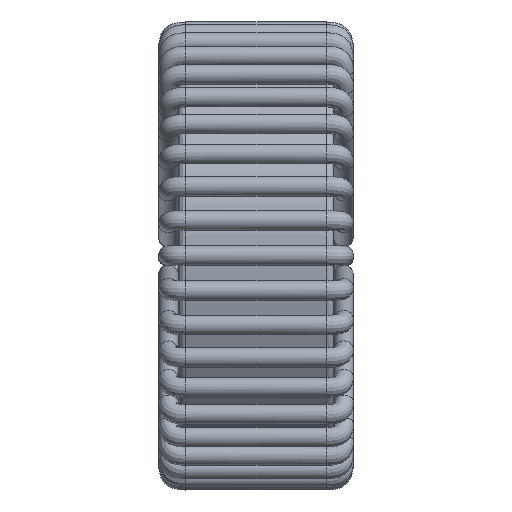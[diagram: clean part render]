
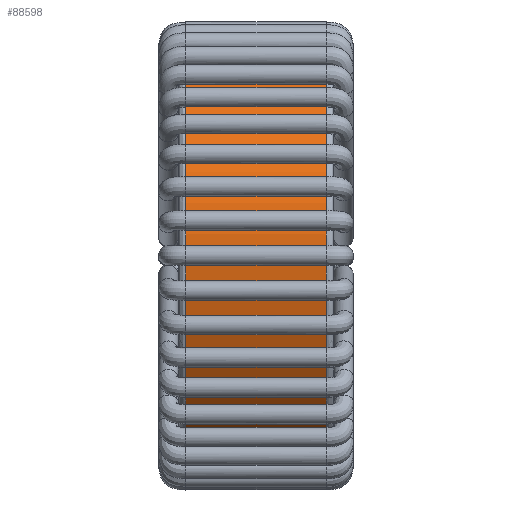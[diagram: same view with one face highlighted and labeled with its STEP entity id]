
A CAD part, top view. The second image highlights one B-rep face of the part: STEP entity #88598.
In plain terms, the highlighted free-form (B-spline) face has degree [2, 1] with [7, 2] control points.
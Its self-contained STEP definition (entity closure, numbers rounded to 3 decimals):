
#88365=CARTESIAN_POINT('',(-2.875,0.,-8.75));
#88366=VERTEX_POINT('',#88365);
#88373=CARTESIAN_POINT('',(-2.875,0.,-8.75));
#88374=CARTESIAN_POINT('',(-2.875,-8.75,-8.75));
#88375=CARTESIAN_POINT('',(-2.875,-8.75,0.));
#88376=CARTESIAN_POINT('',(-2.875,-8.75,8.75));
#88377=CARTESIAN_POINT('',(-2.875,0.,8.75));
#88378=CARTESIAN_POINT('',(-2.875,8.75,8.75));
#88379=CARTESIAN_POINT('',(-2.875,8.75,0.));
#88380=CARTESIAN_POINT('',(-2.875,8.75,-8.75));
#88381=CARTESIAN_POINT('',(-2.875,0.,-8.75));
#88382=(BOUNDED_CURVE()B_SPLINE_CURVE(2,(#88373,#88374,#88375,#88376,#88377,#88378,#88379,#88380,#88381),.CIRCULAR_ARC.,.T.,.U.)B_SPLINE_CURVE_WITH_KNOTS((3,2,2,2,3),(0.,0.25,0.5,0.75,1.),.UNSPECIFIED.)CURVE()GEOMETRIC_REPRESENTATION_ITEM()RATIONAL_B_SPLINE_CURVE((1.,0.707,1.,0.707,1.,0.707,1.,0.707,1.))REPRESENTATION_ITEM(''));
#88383=EDGE_CURVE('',#88366,#88366,#88382,.T.);
#88420=CARTESIAN_POINT('',(2.875,0.,-8.75));
#88421=VERTEX_POINT('',#88420);
#88428=CARTESIAN_POINT('',(2.875,0.,-8.75));
#88429=CARTESIAN_POINT('',(2.875,-8.75,-8.75));
#88430=CARTESIAN_POINT('',(2.875,-8.75,0.));
#88431=CARTESIAN_POINT('',(2.875,-8.75,8.75));
#88432=CARTESIAN_POINT('',(2.875,0.,8.75));
#88433=CARTESIAN_POINT('',(2.875,8.75,8.75));
#88434=CARTESIAN_POINT('',(2.875,8.75,0.));
#88435=CARTESIAN_POINT('',(2.875,8.75,-8.75));
#88436=CARTESIAN_POINT('',(2.875,0.,-8.75));
#88437=(BOUNDED_CURVE()B_SPLINE_CURVE(2,(#88428,#88429,#88430,#88431,#88432,#88433,#88434,#88435,#88436),.CIRCULAR_ARC.,.T.,.U.)B_SPLINE_CURVE_WITH_KNOTS((3,2,2,2,3),(0.,0.25,0.5,0.75,1.),.UNSPECIFIED.)CURVE()GEOMETRIC_REPRESENTATION_ITEM()RATIONAL_B_SPLINE_CURVE((1.,0.707,1.,0.707,1.,0.707,1.,0.707,1.))REPRESENTATION_ITEM(''));
#88438=EDGE_CURVE('',#88421,#88421,#88437,.T.);
#88573=CARTESIAN_POINT('',(-3.175,0.,-8.75));
#88574=CARTESIAN_POINT('',(3.175,0.,-8.75));
#88575=CARTESIAN_POINT('',(-3.175,15.155,-8.75));
#88576=CARTESIAN_POINT('',(3.175,15.155,-8.75));
#88577=CARTESIAN_POINT('',(-3.175,7.578,4.375));
#88578=CARTESIAN_POINT('',(3.175,7.578,4.375));
#88579=CARTESIAN_POINT('',(-3.175,0.,17.5));
#88580=CARTESIAN_POINT('',(3.175,0.,17.5));
#88581=CARTESIAN_POINT('',(-3.175,-7.578,4.375));
#88582=CARTESIAN_POINT('',(3.175,-7.578,4.375));
#88583=CARTESIAN_POINT('',(-3.175,-15.155,-8.75));
#88584=CARTESIAN_POINT('',(3.175,-15.155,-8.75));
#88585=CARTESIAN_POINT('',(-3.175,0.,-8.75));
#88586=CARTESIAN_POINT('',(3.175,0.,-8.75));
#88587=(BOUNDED_SURFACE()B_SPLINE_SURFACE(2,1,((#88573,#88574),(#88575,#88576),(#88577,#88578),(#88579,#88580),(#88581,#88582),(#88583,#88584),(#88585,#88586)),.CYLINDRICAL_SURF.,.T.,.F.,.U.)B_SPLINE_SURFACE_WITH_KNOTS((3,2,2,3),(2,2),(0.,0.333,0.667,1.),(0.,1.),.UNSPECIFIED.)GEOMETRIC_REPRESENTATION_ITEM()RATIONAL_B_SPLINE_SURFACE(((1.,1.),(0.5,0.5),(1.,1.),(0.5,0.5),(1.,1.),(0.5,0.5),(1.,1.)))REPRESENTATION_ITEM('')SURFACE());
#88588=ORIENTED_EDGE('',*,*,#88383,.F.);
#88589=CARTESIAN_POINT('',(-2.875,0.,-8.75));
#88590=CARTESIAN_POINT('',(2.875,0.,-8.75));
#88591=B_SPLINE_CURVE_WITH_KNOTS('',1,(#88589,#88590),.POLYLINE_FORM.,.F.,.U.,(2,2),(0.047,0.953),.UNSPECIFIED.);
#88592=EDGE_CURVE('',#88366,#88421,#88591,.T.);
#88593=ORIENTED_EDGE('',*,*,#88592,.T.);
#88594=ORIENTED_EDGE('',*,*,#88438,.T.);
#88595=ORIENTED_EDGE('',*,*,#88592,.F.);
#88596=EDGE_LOOP('',(#88588,#88593,#88594,#88595));
#88597=FACE_OUTER_BOUND('',#88596,.T.);
#88598=ADVANCED_FACE('',(#88597),#88587,.T.);
